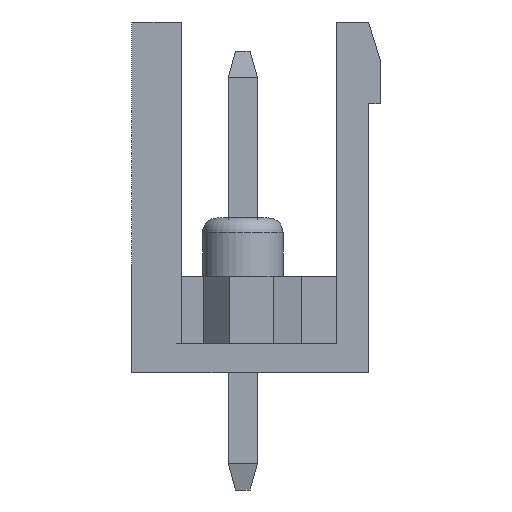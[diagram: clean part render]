
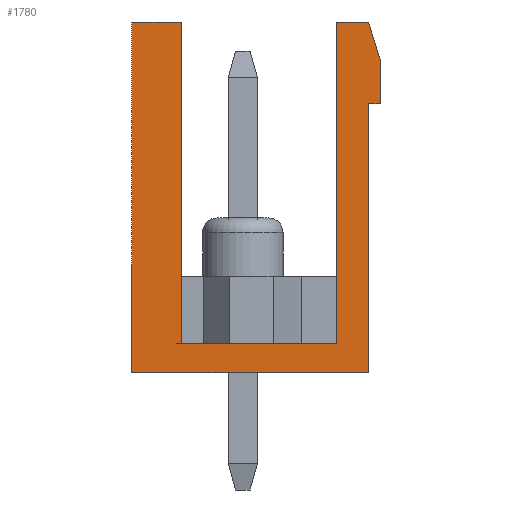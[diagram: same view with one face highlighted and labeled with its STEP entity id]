
A CAD part, left-side view. The second image highlights one B-rep face of the part: STEP entity #1780.
In plain terms, the highlighted planar face has unit normal (-1, 0, 0).
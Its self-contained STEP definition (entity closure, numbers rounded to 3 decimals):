
#1780 = ADVANCED_FACE( '', ( #3916 ), #3917, .F. );
#3916 = FACE_OUTER_BOUND( '', #6489, .T. );
#3917 = PLANE( '', #6490 );
#6489 = EDGE_LOOP( '', ( #11332, #11333, #11334, #11335, #11336, #11337, #11338, #11339, #11340, #11341, #11342 ) );
#6490 = AXIS2_PLACEMENT_3D( '', #11343, #11344, #11345 );
#11332 = ORIENTED_EDGE( '', *, *, #17144, .T. );
#11333 = ORIENTED_EDGE( '', *, *, #17806, .F. );
#11334 = ORIENTED_EDGE( '', *, *, #16354, .F. );
#11335 = ORIENTED_EDGE( '', *, *, #17807, .F. );
#11336 = ORIENTED_EDGE( '', *, *, #17808, .T. );
#11337 = ORIENTED_EDGE( '', *, *, #17809, .F. );
#11338 = ORIENTED_EDGE( '', *, *, #17810, .F. );
#11339 = ORIENTED_EDGE( '', *, *, #17811, .F. );
#11340 = ORIENTED_EDGE( '', *, *, #17812, .T. );
#11341 = ORIENTED_EDGE( '', *, *, #17813, .T. );
#11342 = ORIENTED_EDGE( '', *, *, #17513, .F. );
#11343 = CARTESIAN_POINT( '', ( -60.96, 0., 0. ) );
#11344 = DIRECTION( '', ( 1., 0., 0. ) );
#11345 = DIRECTION( '', ( 0., 0., -1. ) );
#16354 = EDGE_CURVE( '', #19885, #19887, #19888, .T. );
#17144 = EDGE_CURVE( '', #21197, #21198, #21199, .T. );
#17513 = EDGE_CURVE( '', #21197, #21777, #21778, .T. );
#17806 = EDGE_CURVE( '', #19887, #21198, #22207, .T. );
#17807 = EDGE_CURVE( '', #22208, #19885, #22209, .T. );
#17808 = EDGE_CURVE( '', #22208, #22210, #22211, .T. );
#17809 = EDGE_CURVE( '', #22212, #22210, #22213, .T. );
#17810 = EDGE_CURVE( '', #22214, #22212, #22215, .T. );
#17811 = EDGE_CURVE( '', #22216, #22214, #22217, .T. );
#17812 = EDGE_CURVE( '', #22216, #22218, #22219, .T. );
#17813 = EDGE_CURVE( '', #22218, #21777, #22220, .T. );
#19885 = VERTEX_POINT( '', #24966 );
#19887 = VERTEX_POINT( '', #24969 );
#19888 = LINE( '', #24970, #24971 );
#21197 = VERTEX_POINT( '', #26852 );
#21198 = VERTEX_POINT( '', #26853 );
#21199 = LINE( '', #26854, #26855 );
#21777 = VERTEX_POINT( '', #27698 );
#21778 = LINE( '', #27699, #27700 );
#22207 = LINE( '', #28345, #28346 );
#22208 = VERTEX_POINT( '', #28347 );
#22209 = LINE( '', #28348, #28349 );
#22210 = VERTEX_POINT( '', #28350 );
#22211 = LINE( '', #28351, #28352 );
#22212 = VERTEX_POINT( '', #28353 );
#22213 = LINE( '', #28354, #28355 );
#22214 = VERTEX_POINT( '', #28356 );
#22215 = LINE( '', #28357, #28358 );
#22216 = VERTEX_POINT( '', #28359 );
#22217 = LINE( '', #28360, #28361 );
#22218 = VERTEX_POINT( '', #28362 );
#22219 = LINE( '', #28363, #28364 );
#22220 = LINE( '', #28365, #28366 );
#24966 = CARTESIAN_POINT( '', ( -60.96, -2.95, -5. ) );
#24969 = CARTESIAN_POINT( '', ( -60.96, -2.95, 6. ) );
#24970 = CARTESIAN_POINT( '', ( -60.96, -2.95, -5. ) );
#24971 = VECTOR( '', #31035, 1000. );
#26852 = CARTESIAN_POINT( '', ( -60.96, -4.45, 4.7 ) );
#26853 = CARTESIAN_POINT( '', ( -60.96, -4.05, 6. ) );
#26854 = CARTESIAN_POINT( '', ( -60.96, -4.45, 4.7 ) );
#26855 = VECTOR( '', #31806, 1000. );
#27698 = CARTESIAN_POINT( '', ( -60.96, -4.45, 3.2 ) );
#27699 = CARTESIAN_POINT( '', ( -60.96, -4.45, 6. ) );
#27700 = VECTOR( '', #32138, 1000. );
#28345 = CARTESIAN_POINT( '', ( -60.96, 4.05, 6. ) );
#28346 = VECTOR( '', #32391, 1000. );
#28347 = CARTESIAN_POINT( '', ( -60.96, 2.35, -5. ) );
#28348 = CARTESIAN_POINT( '', ( -60.96, 2.35, -5. ) );
#28349 = VECTOR( '', #32392, 1000. );
#28350 = CARTESIAN_POINT( '', ( -60.96, 2.35, 6. ) );
#28351 = CARTESIAN_POINT( '', ( -60.96, 2.35, -5. ) );
#28352 = VECTOR( '', #32393, 1000. );
#28353 = CARTESIAN_POINT( '', ( -60.96, 4.05, 6. ) );
#28354 = CARTESIAN_POINT( '', ( -60.96, 4.05, 6. ) );
#28355 = VECTOR( '', #32394, 1000. );
#28356 = CARTESIAN_POINT( '', ( -60.96, 4.05, -6. ) );
#28357 = CARTESIAN_POINT( '', ( -60.96, 4.05, -6. ) );
#28358 = VECTOR( '', #32395, 1000. );
#28359 = CARTESIAN_POINT( '', ( -60.96, -4.05, -6. ) );
#28360 = CARTESIAN_POINT( '', ( -60.96, -4.45, -6. ) );
#28361 = VECTOR( '', #32396, 1000. );
#28362 = CARTESIAN_POINT( '', ( -60.96, -4.05, 3.2 ) );
#28363 = CARTESIAN_POINT( '', ( -60.96, -4.05, -6. ) );
#28364 = VECTOR( '', #32397, 1000. );
#28365 = CARTESIAN_POINT( '', ( -60.96, -4.05, 3.2 ) );
#28366 = VECTOR( '', #32398, 1000. );
#31035 = DIRECTION( '', ( 0., 0., 1. ) );
#31806 = DIRECTION( '', ( 0., 0.294, 0.956 ) );
#32138 = DIRECTION( '', ( 0., 0., -1. ) );
#32391 = DIRECTION( '', ( 0., -1., 0. ) );
#32392 = DIRECTION( '', ( 0., -1., 0. ) );
#32393 = DIRECTION( '', ( 0., 0., 1. ) );
#32394 = DIRECTION( '', ( 0., -1., 0. ) );
#32395 = DIRECTION( '', ( 0., 0., 1. ) );
#32396 = DIRECTION( '', ( 0., 1., 0. ) );
#32397 = DIRECTION( '', ( 0., 0., 1. ) );
#32398 = DIRECTION( '', ( 0., -1., 0. ) );
